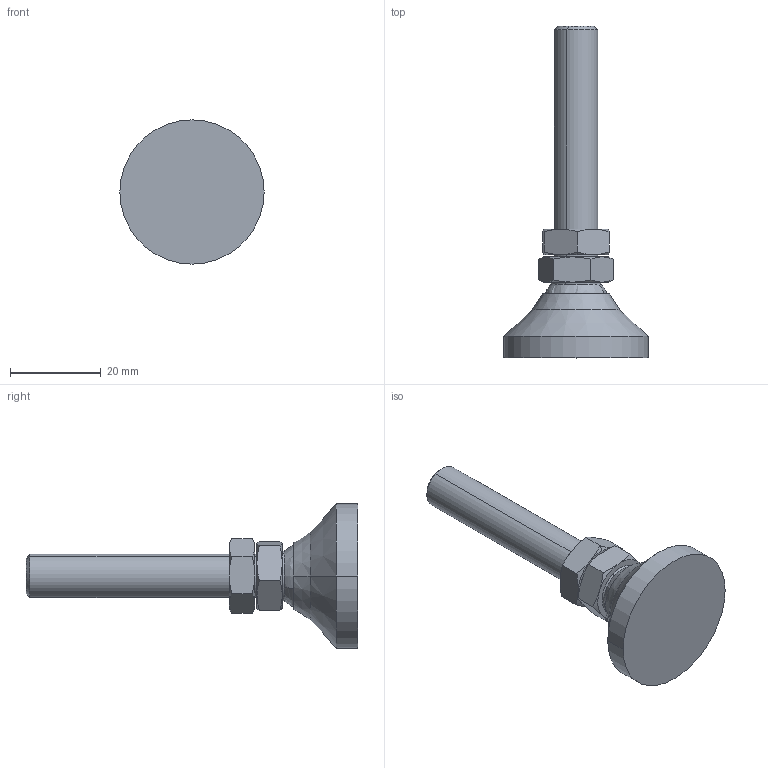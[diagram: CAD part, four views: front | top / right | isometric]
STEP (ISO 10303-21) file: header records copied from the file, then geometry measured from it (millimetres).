
FILE_DESCRIPTION (( 'STEP AP214' ), '1' );
FILE_NAME ('8020-2190-DEFAULT.STEP', '2018-01-28T02:51:29', ( '' ), ( '' ), 'SwSTEP 2.0', 'SolidWorks 2017', '' );
FILE_SCHEMA (( 'AUTOMOTIVE_DESIGN' ));
Length unit declared in the file: inch
Products named in the file (1): 8020-2190-DEFAULT
Bounding box: 31.75 x 73.03 x 31.75 mm (x, y, z)
Volume: 13069.2 mm3; surface area: 6303.5 mm2
Topology: 4 solids, 4 shells, 66 faces, 148 edges, 84 vertices
Faces by surface type: cone 32, plane 20, cylinder 8, bspline 6
Entity records: 3163 total; most frequent: CARTESIAN_POINT 883, ORIENTED_EDGE 280, DIRECTION 270, EDGE_CURVE 140, AXIS2_PLACEMENT_3D 121, VERTEX_POINT 84, LENGTH_MEASURE_WITH_UNIT 72, EDGE_LOOP 72
